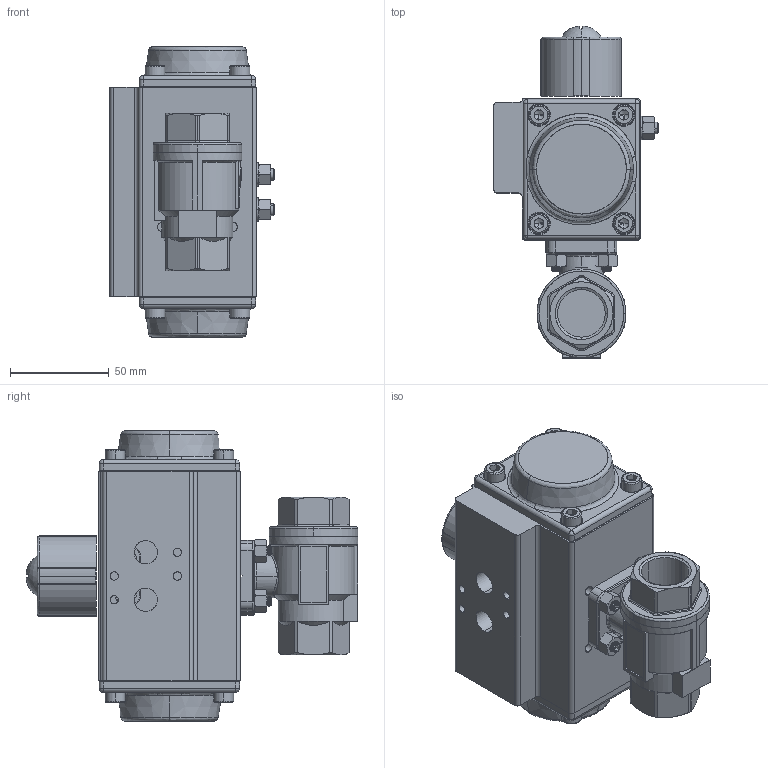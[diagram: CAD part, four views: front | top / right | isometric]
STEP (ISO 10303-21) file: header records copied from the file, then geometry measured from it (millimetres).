
FILE_DESCRIPTION (( 'STEP AP214' ), '1' );
FILE_NAME ('PK02_DN20_einfachwirkend (PK02010004).STEP', '2022-01-20T07:21:41', ( '' ), ( '' ), 'SwSTEP 2.0', 'SolidWorks 2021', '' );
FILE_SCHEMA (( 'AUTOMOTIVE_DESIGN' ));
Length unit declared in the file: metre
Products named in the file (1): PK02_DN20_einfachwirkend (PK02010004)
Bounding box: 83.5 x 168.15 x 147 mm (x, y, z)
Surface area: 85667.3 mm2 (no closed solid volume)
Topology: 0 solids, 735 shells, 927 faces, 4066 edges, 3818 vertices
Faces by surface type: plane 335, cylinder 256, cone 168, bspline 166, sphere 2
Entity records: 72836 total; most frequent: CARTESIAN_POINT 32177, DIRECTION 5788, ORIENTED_EDGE 4400, EDGE_CURVE 4028, VERTEX_POINT 3818, AXIS2_PLACEMENT_3D 1955, LINE 1878, VECTOR 1878
